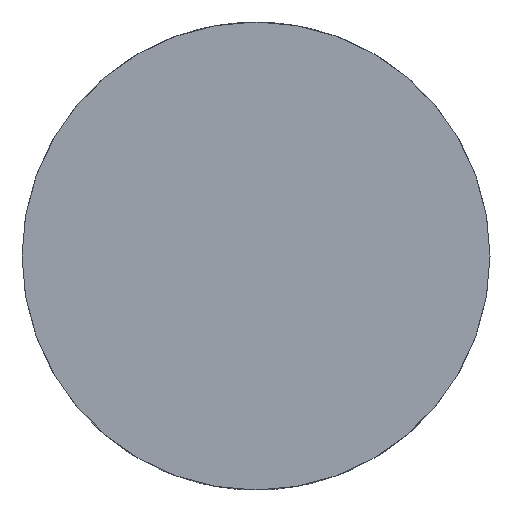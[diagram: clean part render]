
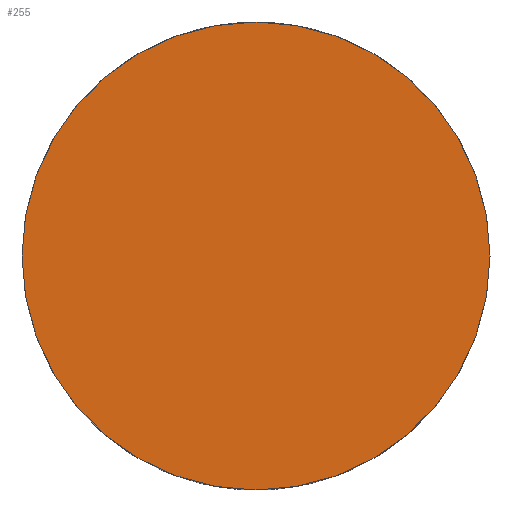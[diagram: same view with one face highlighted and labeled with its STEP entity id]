
A CAD part, top view. The second image highlights one B-rep face of the part: STEP entity #255.
In plain terms, the highlighted planar face has unit normal (0, 0, 1).
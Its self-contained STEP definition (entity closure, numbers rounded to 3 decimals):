
#26=CIRCLE('',#294,8.5);
#44=FACE_OUTER_BOUND('',#60,.T.);
#60=EDGE_LOOP('',(#219));
#126=VERTEX_POINT('',#451);
#160=EDGE_CURVE('',#126,#126,#26,.T.);
#219=ORIENTED_EDGE('',*,*,#160,.F.);
#241=PLANE('',#293);
#255=ADVANCED_FACE('',(#44),#241,.T.);
#293=AXIS2_PLACEMENT_3D('',#450,#358,#359);
#294=AXIS2_PLACEMENT_3D('',#452,#360,#361);
#358=DIRECTION('center_axis',(0.,0.,1.));
#359=DIRECTION('ref_axis',(1.,0.,0.));
#360=DIRECTION('center_axis',(0.,0.,-1.));
#361=DIRECTION('ref_axis',(1.,0.,0.));
#450=CARTESIAN_POINT('Origin',(-8.5,0.,3.2));
#451=CARTESIAN_POINT('',(8.5,0.,3.2));
#452=CARTESIAN_POINT('Origin',(0.,0.,3.2));
